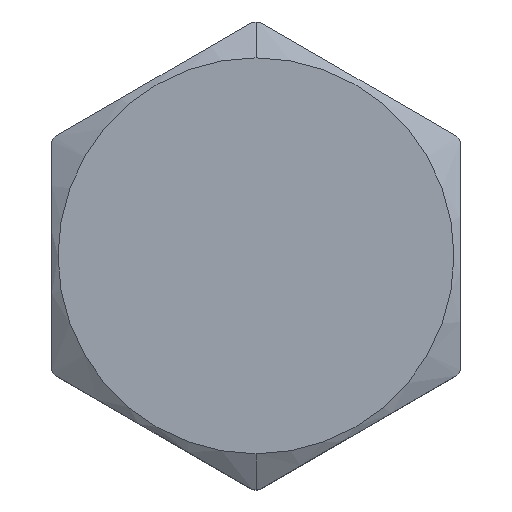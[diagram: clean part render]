
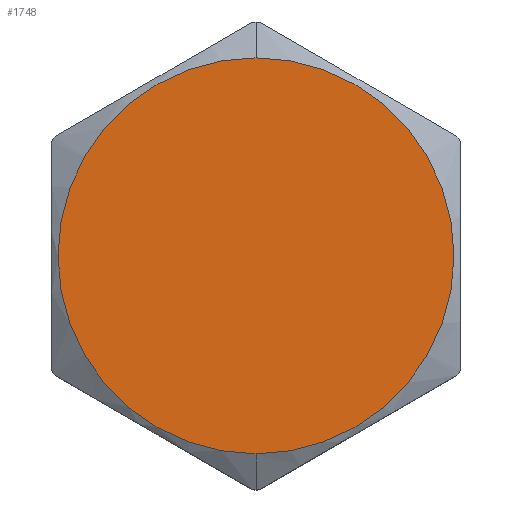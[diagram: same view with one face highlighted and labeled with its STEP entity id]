
A CAD part, top view. The second image highlights one B-rep face of the part: STEP entity #1748.
In plain terms, the highlighted planar face has unit normal (0, 0, 1).
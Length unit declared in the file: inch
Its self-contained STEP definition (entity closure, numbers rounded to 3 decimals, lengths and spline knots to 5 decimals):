
#184 = EDGE_CURVE ( 'NONE', #1989, #6611, #2666, .T. ) ;
#989 = ORIENTED_EDGE ( 'NONE', *, *, #5945, .F. ) ;
#1510 = EDGE_LOOP ( 'NONE', ( #989, #9681 ) ) ;
#1748 = ADVANCED_FACE ( 'NONE', ( #9374 ), #9375, .F. ) ;
#1989 = VERTEX_POINT ( 'NONE', #9559 ) ;
#2666 = CIRCLE ( 'NONE', #2667, 0.54562 ) ;
#2667 = AXIS2_PLACEMENT_3D ( 'NONE', #2668, #2669, #2673 ) ;
#2668 = CARTESIAN_POINT ( 'NONE',  ( 0., 0., 2.71875 ) ) ;
#2669 = DIRECTION ( 'NONE',  ( 0., 0., -1. ) ) ;
#2673 = DIRECTION ( 'NONE',  ( 0., 1., 0. ) ) ;
#2901 = CIRCLE ( 'NONE', #2902, 0.54562 ) ;
#2902 = AXIS2_PLACEMENT_3D ( 'NONE', #2903, #2904, #2905 ) ;
#2903 = CARTESIAN_POINT ( 'NONE',  ( 0., 0., 2.71875 ) ) ;
#2904 = DIRECTION ( 'NONE',  ( 0., 0., -1. ) ) ;
#2905 = DIRECTION ( 'NONE',  ( 0., 1., 0. ) ) ;
#3512 = CARTESIAN_POINT ( 'NONE',  ( 0., 0.54562, 2.71875 ) ) ;
#5945 = EDGE_CURVE ( 'NONE', #6611, #1989, #2901, .T. ) ;
#6611 = VERTEX_POINT ( 'NONE', #3512 ) ;
#9374 = FACE_OUTER_BOUND ( 'NONE', #1510, .T. ) ;
#9375 = PLANE ( 'NONE',  #9376 ) ;
#9376 = AXIS2_PLACEMENT_3D ( 'NONE', #9377, #9378, #9379 ) ;
#9377 = CARTESIAN_POINT ( 'NONE',  ( 0.5625, 0.32476, 2.71875 ) ) ;
#9378 = DIRECTION ( 'NONE',  ( 0., 0., -1. ) ) ;
#9379 = DIRECTION ( 'NONE',  ( -1., 0., 0. ) ) ;
#9559 = CARTESIAN_POINT ( 'NONE',  ( 0., -0.54563, 2.71875 ) ) ;
#9681 = ORIENTED_EDGE ( 'NONE', *, *, #184, .F. ) ;
